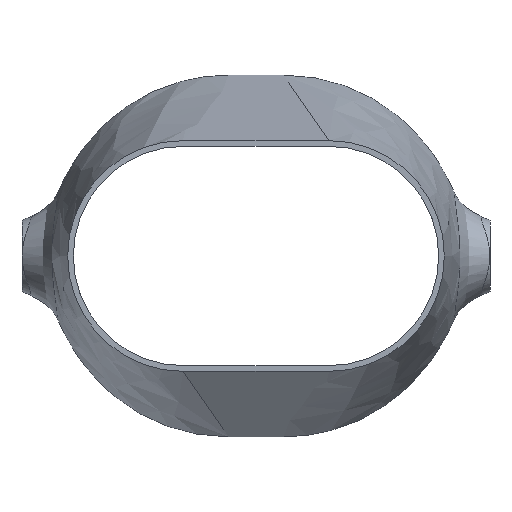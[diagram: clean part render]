
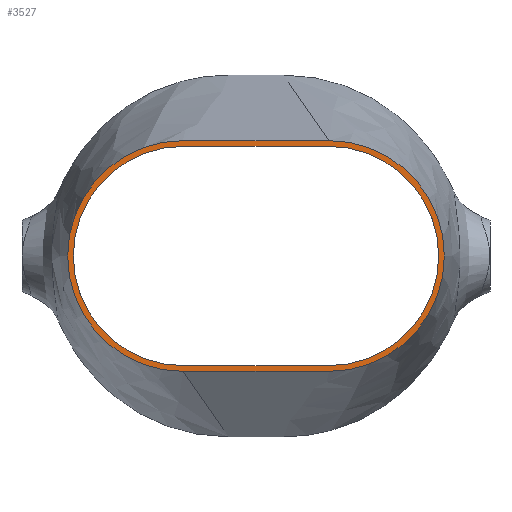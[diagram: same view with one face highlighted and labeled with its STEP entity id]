
A CAD part, left-side view. The second image highlights one B-rep face of the part: STEP entity #3527.
In plain terms, the highlighted planar face has unit normal (-1, 0, 0).
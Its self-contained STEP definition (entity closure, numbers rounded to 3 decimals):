
#11 = CARTESIAN_POINT ( 'NONE',  ( 0., 4.8, 0. ) ) ;
#67 = ORIENTED_EDGE ( 'NONE', *, *, #1440, .T. ) ;
#86 = DIRECTION ( 'NONE',  ( 0., 0., -1. ) ) ;
#95 = LINE ( 'NONE', #2326, #2905 ) ;
#126 = CARTESIAN_POINT ( 'NONE',  ( 0., -12.8, 19.2 ) ) ;
#238 = VECTOR ( 'NONE', #854, 1000. ) ;
#400 = VERTEX_POINT ( 'NONE', #2922 ) ;
#406 = ORIENTED_EDGE ( 'NONE', *, *, #3408, .F. ) ;
#435 = DIRECTION ( 'NONE',  ( 0., -1., 0. ) ) ;
#518 = CARTESIAN_POINT ( 'NONE',  ( 0., -12.8, -19.2 ) ) ;
#564 = ORIENTED_EDGE ( 'NONE', *, *, #3922, .T. ) ;
#673 = VERTEX_POINT ( 'NONE', #126 ) ;
#719 = CARTESIAN_POINT ( 'NONE',  ( 0., 12.8, -19.2 ) ) ;
#724 = CARTESIAN_POINT ( 'NONE',  ( 0., 12.791, 0. ) ) ;
#751 = LINE ( 'NONE', #1889, #2683 ) ;
#775 = LINE ( 'NONE', #4579, #238 ) ;
#805 = PLANE ( 'NONE',  #4245 ) ;
#854 = DIRECTION ( 'NONE',  ( 0., 1., 0. ) ) ;
#894 = VERTEX_POINT ( 'NONE', #518 ) ;
#937 = DIRECTION ( 'NONE',  ( 0., 0., 1. ) ) ;
#1022 = ORIENTED_EDGE ( 'NONE', *, *, #3164, .F. ) ;
#1101 = VERTEX_POINT ( 'NONE', #2685 ) ;
#1104 = DIRECTION ( 'NONE',  ( -1., 0., 0. ) ) ;
#1194 = VECTOR ( 'NONE', #3862, 1000. ) ;
#1225 = FACE_BOUND ( 'NONE', #2711, .T. ) ;
#1247 = CARTESIAN_POINT ( 'NONE',  ( 0., 0., -19.2 ) ) ;
#1434 = VERTEX_POINT ( 'NONE', #2591 ) ;
#1440 = EDGE_CURVE ( 'NONE', #4772, #1101, #4084, .T. ) ;
#1571 = CIRCLE ( 'NONE', #2748, 20.209 ) ;
#1630 = LINE ( 'NONE', #2761, #4549 ) ;
#1661 = LINE ( 'NONE', #3908, #1194 ) ;
#1677 = CARTESIAN_POINT ( 'NONE',  ( 0., 12.8, 19.2 ) ) ;
#1798 = VERTEX_POINT ( 'NONE', #1677 ) ;
#1889 = CARTESIAN_POINT ( 'NONE',  ( 0., -12.8, -19.2 ) ) ;
#1894 = CIRCLE ( 'NONE', #3152, 20.209 ) ;
#2062 = DIRECTION ( 'NONE',  ( 0., 0., 1. ) ) ;
#2101 = ORIENTED_EDGE ( 'NONE', *, *, #2579, .T. ) ;
#2192 = VERTEX_POINT ( 'NONE', #4305 ) ;
#2295 = EDGE_LOOP ( 'NONE', ( #564, #2996, #2101, #67 ) ) ;
#2326 = CARTESIAN_POINT ( 'NONE',  ( 0., 12.791, -20.209 ) ) ;
#2442 = DIRECTION ( 'NONE',  ( -1., 0., 0. ) ) ;
#2477 = EDGE_CURVE ( 'NONE', #400, #2192, #95, .T. ) ;
#2579 = EDGE_CURVE ( 'NONE', #2192, #4772, #1571, .T. ) ;
#2591 = CARTESIAN_POINT ( 'NONE',  ( 0., 0., 19.2 ) ) ;
#2625 = EDGE_CURVE ( 'NONE', #1798, #4375, #3369, .T. ) ;
#2646 = VECTOR ( 'NONE', #4805, 1000. ) ;
#2683 = VECTOR ( 'NONE', #3383, 1000. ) ;
#2685 = CARTESIAN_POINT ( 'NONE',  ( 0., 12.791, 20.209 ) ) ;
#2711 = EDGE_LOOP ( 'NONE', ( #4128, #4839, #1022, #3692, #406, #3538 ) ) ;
#2748 = AXIS2_PLACEMENT_3D ( 'NONE', #3927, #2442, #4272 ) ;
#2761 = CARTESIAN_POINT ( 'NONE',  ( 0., -12.8, 19.2 ) ) ;
#2803 = DIRECTION ( 'NONE',  ( -1., 0., 0. ) ) ;
#2852 = CARTESIAN_POINT ( 'NONE',  ( 0., 12.8, 0. ) ) ;
#2857 = DIRECTION ( 'NONE',  ( -1., 0., 0. ) ) ;
#2905 = VECTOR ( 'NONE', #435, 1000. ) ;
#2922 = CARTESIAN_POINT ( 'NONE',  ( 0., 12.791, -20.209 ) ) ;
#2996 = ORIENTED_EDGE ( 'NONE', *, *, #2477, .T. ) ;
#3087 = VERTEX_POINT ( 'NONE', #1247 ) ;
#3096 = FACE_OUTER_BOUND ( 'NONE', #2295, .T. ) ;
#3103 = DIRECTION ( 'NONE',  ( 0., 1., 0. ) ) ;
#3152 = AXIS2_PLACEMENT_3D ( 'NONE', #724, #1104, #4429 ) ;
#3164 = EDGE_CURVE ( 'NONE', #1434, #1798, #1630, .T. ) ;
#3369 = CIRCLE ( 'NONE', #4382, 19.2 ) ;
#3383 = DIRECTION ( 'NONE',  ( 0., -1., 0. ) ) ;
#3408 = EDGE_CURVE ( 'NONE', #894, #673, #4243, .T. ) ;
#3493 = EDGE_CURVE ( 'NONE', #673, #1434, #775, .T. ) ;
#3527 = ADVANCED_FACE ( 'NONE', ( #1225, #3096 ), #805, .F. ) ;
#3538 = ORIENTED_EDGE ( 'NONE', *, *, #3564, .F. ) ;
#3564 = EDGE_CURVE ( 'NONE', #3087, #894, #751, .T. ) ;
#3692 = ORIENTED_EDGE ( 'NONE', *, *, #3493, .F. ) ;
#3693 = AXIS2_PLACEMENT_3D ( 'NONE', #4636, #2857, #937 ) ;
#3862 = DIRECTION ( 'NONE',  ( 0., -1., 0. ) ) ;
#3908 = CARTESIAN_POINT ( 'NONE',  ( 0., -12.8, -19.2 ) ) ;
#3922 = EDGE_CURVE ( 'NONE', #1101, #400, #1894, .T. ) ;
#3927 = CARTESIAN_POINT ( 'NONE',  ( 0., -12.791, 0. ) ) ;
#4084 = LINE ( 'NONE', #4396, #2646 ) ;
#4104 = CARTESIAN_POINT ( 'NONE',  ( 0., -12.791, 20.209 ) ) ;
#4128 = ORIENTED_EDGE ( 'NONE', *, *, #4220, .F. ) ;
#4168 = DIRECTION ( 'NONE',  ( 1., 0., 0. ) ) ;
#4220 = EDGE_CURVE ( 'NONE', #4375, #3087, #1661, .T. ) ;
#4243 = CIRCLE ( 'NONE', #3693, 19.2 ) ;
#4245 = AXIS2_PLACEMENT_3D ( 'NONE', #11, #4168, #86 ) ;
#4272 = DIRECTION ( 'NONE',  ( 0., 0., 1. ) ) ;
#4305 = CARTESIAN_POINT ( 'NONE',  ( 0., -12.791, -20.209 ) ) ;
#4375 = VERTEX_POINT ( 'NONE', #719 ) ;
#4382 = AXIS2_PLACEMENT_3D ( 'NONE', #2852, #2803, #2062 ) ;
#4396 = CARTESIAN_POINT ( 'NONE',  ( 0., 12.791, 20.209 ) ) ;
#4429 = DIRECTION ( 'NONE',  ( 0., 0., 1. ) ) ;
#4549 = VECTOR ( 'NONE', #3103, 1000. ) ;
#4579 = CARTESIAN_POINT ( 'NONE',  ( 0., -12.8, 19.2 ) ) ;
#4636 = CARTESIAN_POINT ( 'NONE',  ( 0., -12.8, 0. ) ) ;
#4772 = VERTEX_POINT ( 'NONE', #4104 ) ;
#4805 = DIRECTION ( 'NONE',  ( 0., 1., 0. ) ) ;
#4839 = ORIENTED_EDGE ( 'NONE', *, *, #2625, .F. ) ;
